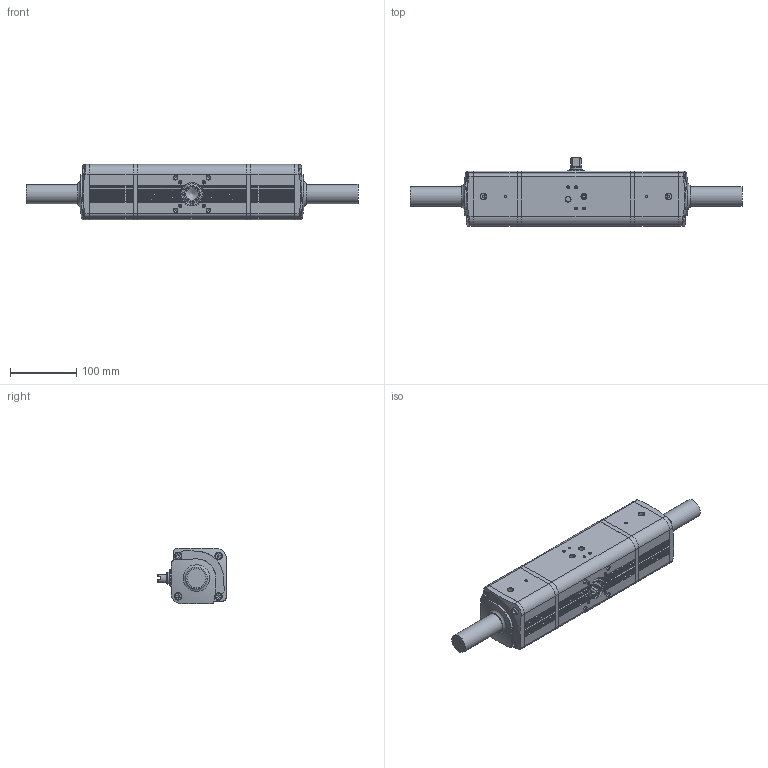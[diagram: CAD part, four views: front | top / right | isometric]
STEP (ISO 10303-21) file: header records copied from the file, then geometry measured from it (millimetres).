
FILE_DESCRIPTION(/* description */ ('Unknown'),/* implementation_level */ '2;1');
FILE_NAME(/* name */ 'DD03',/* time_stamp */ '2022-08-11T13:19:47+02:00',/* author */ ('Unknown'),/* organization */ ('Unknown'),/* preprocessor_version */ 'ST-DEVELOPER v16.7',/* originating_system */ 'Solid Edge',/* authorisation */ 'Unknown');
FILE_SCHEMA (('AUTOMOTIVE_DESIGN {1 0 10303 214 3 1 1}'));
Length unit declared in the file: millimetre
Products named in the file (2): DDN106401S; _DDN106401S
Assembly tree (1 placements, depth 2):
  DDN106401S
    _DDN106401S
Bounding box: 502 x 103.3 x 83.3 mm (x, y, z)
Volume: 2320875.1 mm3; surface area: 182766.8 mm2
Topology: 1 solids, 1 shells, 640 faces, 1677 edges, 1077 vertices
Faces by surface type: plane 294, cylinder 236, cone 73, torus 37
Full cylindrical faces by diameter (mm): 2 x2, 3 x2, 3.242 x10, 4 x1, 4.134 x5, 5.917 x4, 7.647 x2, 8.566 x2, 10 x8, 18 x1, 24 x1, 25 x1, 26 x1, 29 x2, 29.5 x1, 53.8 x2, 74 x4
Entity records: 23495 total; most frequent: CARTESIAN_POINT 3830, DIRECTION 3218, ORIENTED_EDGE 2982, EDGE_CURVE 1491, AXIS2_PLACEMENT_3D 1243, VERTEX_POINT 1043, FACE_BOUND 834, EDGE_LOOP 808
